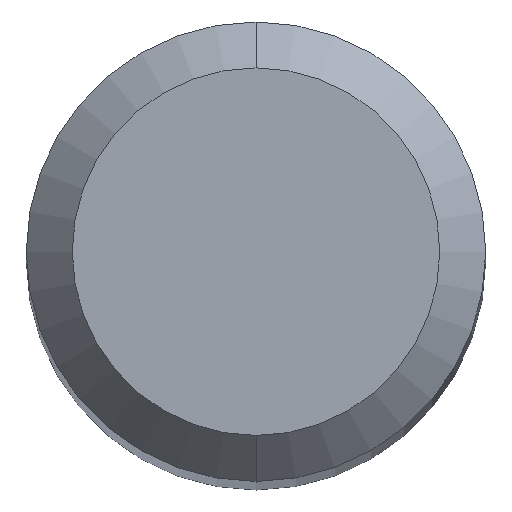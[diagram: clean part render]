
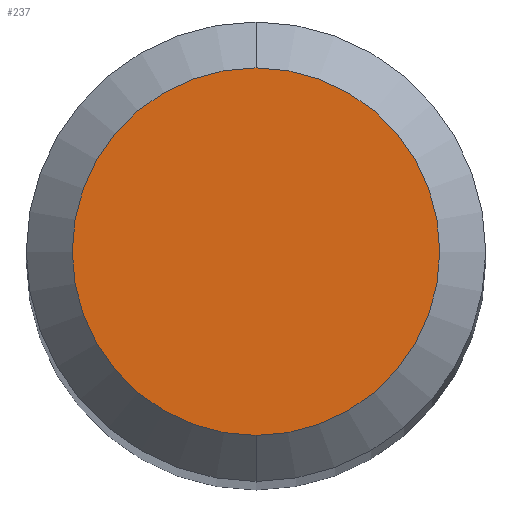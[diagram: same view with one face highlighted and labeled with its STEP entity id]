
A CAD part, top view. The second image highlights one B-rep face of the part: STEP entity #237.
In plain terms, the highlighted planar face has unit normal (0, 0, 1).
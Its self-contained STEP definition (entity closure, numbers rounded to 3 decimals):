
#237=ADVANCED_FACE('',(#555),#556,.T.);
#341=EDGE_CURVE('',#373,#411,#668,.T.);
#369=EDGE_CURVE('',#411,#373,#698,.T.);
#373=VERTEX_POINT('',#702);
#411=VERTEX_POINT('',#742);
#555=FACE_OUTER_BOUND('',#954,.T.);
#556=PLANE('',#955);
#668=CIRCLE('',#1183,1.2);
#698=CIRCLE('',#1223,1.2);
#702=CARTESIAN_POINT('',(0.,-1.2,0.0));
#742=CARTESIAN_POINT('',(0.0,1.2,0.0));
#954=EDGE_LOOP('',(#1564,#1565));
#955=AXIS2_PLACEMENT_3D('',#1566,#1567,#1568);
#1183=AXIS2_PLACEMENT_3D('',#1683,#1684,#1685);
#1223=AXIS2_PLACEMENT_3D('',#1709,#1710,#1711);
#1564=ORIENTED_EDGE('',*,*,#369,.F.);
#1565=ORIENTED_EDGE('',*,*,#341,.F.);
#1566=CARTESIAN_POINT('',(0.0,0.6,0.0));
#1567=DIRECTION('',(-0.0,0.0,1.0));
#1568=DIRECTION('',(0.0,-1.0,0.0));
#1683=CARTESIAN_POINT('',(0.0,0.0,0.0));
#1684=DIRECTION('',(0.0,0.0,-1.0));
#1685=DIRECTION('',(0.0,1.0,0.0));
#1709=CARTESIAN_POINT('',(0.0,0.0,0.0));
#1710=DIRECTION('',(0.0,0.0,-1.0));
#1711=DIRECTION('',(0.0,1.0,0.0));
